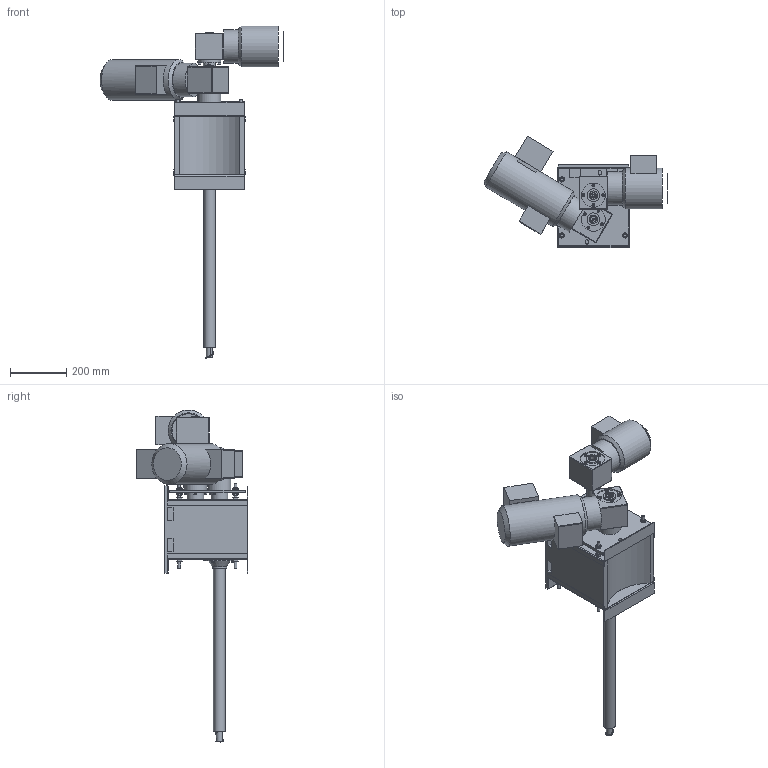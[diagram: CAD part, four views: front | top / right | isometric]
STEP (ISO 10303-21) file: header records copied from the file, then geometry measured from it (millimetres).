
FILE_DESCRIPTION(('FreeCAD Model'),'2;1');
FILE_NAME('Open CASCADE Shape Model','2025-05-07T18:40:41',('FreeCAD'),( 'FreeCAD'),'Open CASCADE STEP processor 7.6','FreeCAD','Unknown');
FILE_SCHEMA(('AUTOMOTIVE_DESIGN { 1 0 10303 214 1 1 1 1 }'));
Length unit declared in the file: millimetre
Products named in the file (1): Open CASCADE STEP translator 7.6 1
Bounding box: 651.28 x 395.91 x 1176.5 mm (x, y, z)
Volume: 24008669.3 mm3; surface area: 2216985.6 mm2
Topology: 83 solids, 83 shells, 1409 faces, 3177 edges, 2043 vertices
Faces by surface type: plane 807, cylinder 375, cone 121, torus 76, sphere 25, bspline 5
Full cylindrical faces by diameter (mm): 2 x2, 2.5 x2, 4.917 x3, 5 x4, 6 x36, 6.5 x18, 8 x1, 8.376 x16, 10 x32, 11 x4, 12 x12, 14 x1, 16 x12, 20 x8, 21 x21, 22 x2, 23 x4, 24 x1, 24.65 x2, 25 x9, 26.992 x4, 27 x4, 28 x6, 30 x7, 32 x2, 34 x2, 34.8 x2, 34.956 x1, 35 x3, 36 x2
Entity records: 48367 total; most frequent: CARTESIAN_POINT 16817, DIRECTION 6649, ORIENTED_EDGE 6276, EDGE_CURVE 3138, AXIS2_PLACEMENT_3D 2560, VERTEX_POINT 2034, FACE_BOUND 1771, EDGE_LOOP 1762
